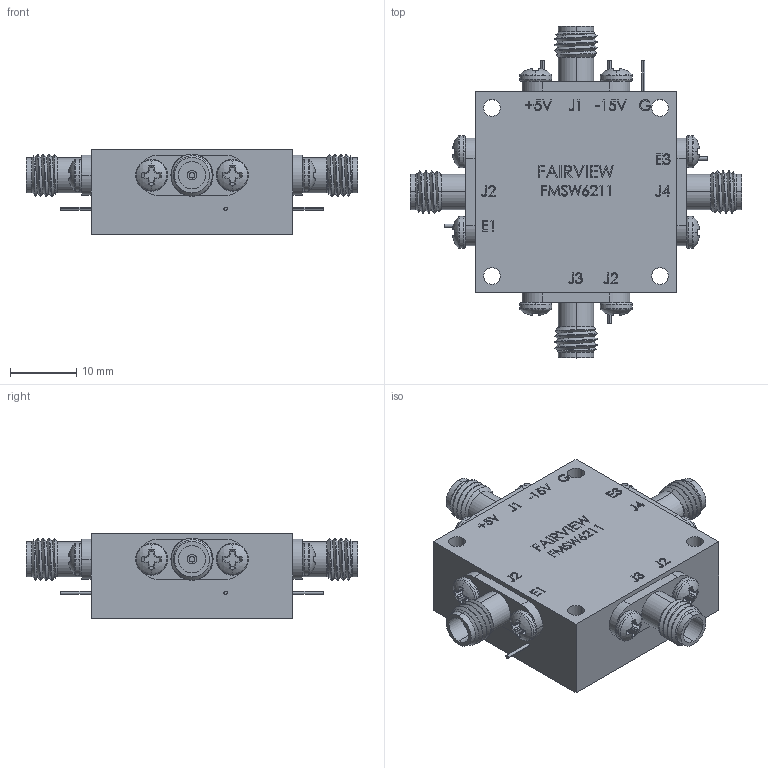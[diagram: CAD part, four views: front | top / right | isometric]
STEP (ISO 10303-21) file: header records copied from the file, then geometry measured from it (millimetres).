
FILE_DESCRIPTION (( 'STEP AP214' ), '1' );
FILE_NAME ('FMSW6211_3D.STEP', '2021-08-12T12:03:39', ( '' ), ( '' ), 'SwSTEP 2.0', 'SolidWorks 2021', '' );
FILE_SCHEMA (( 'AUTOMOTIVE_DESIGN' ));
Length unit declared in the file: inch
Products named in the file (5): SMA F PNL(.48 PTH); PE71S6211-MA1_FM; 4-40 PAN HD SCREW; SMA F PNL MNT(.48 PTH); FMSW6211_3D
Assembly tree (8 placements, depth 3):
  FMSW6211_3D
    PE71S6211-MA1_FM
    SMA F PNL MNT(.48 PTH)  x4
      SMA F PNL(.48 PTH)
      4-40 PAN HD SCREW
Bounding box: 50.14 x 50.14 x 12.7 mm (x, y, z)
Volume: 13051.3 mm3; surface area: 6736.4 mm2
Topology: 13 solids, 13 shells, 1357 faces, 3721 edges, 2462 vertices
Faces by surface type: cylinder 556, plane 508, bspline 157, cone 88, torus 32, sphere 16
Entity records: 26751 total; most frequent: CARTESIAN_POINT 12614, ORIENTED_EDGE 3222, DIRECTION 2310, EDGE_CURVE 1611, LINE 1086, VECTOR 1086, VERTEX_POINT 1071, EDGE_LOOP 664
